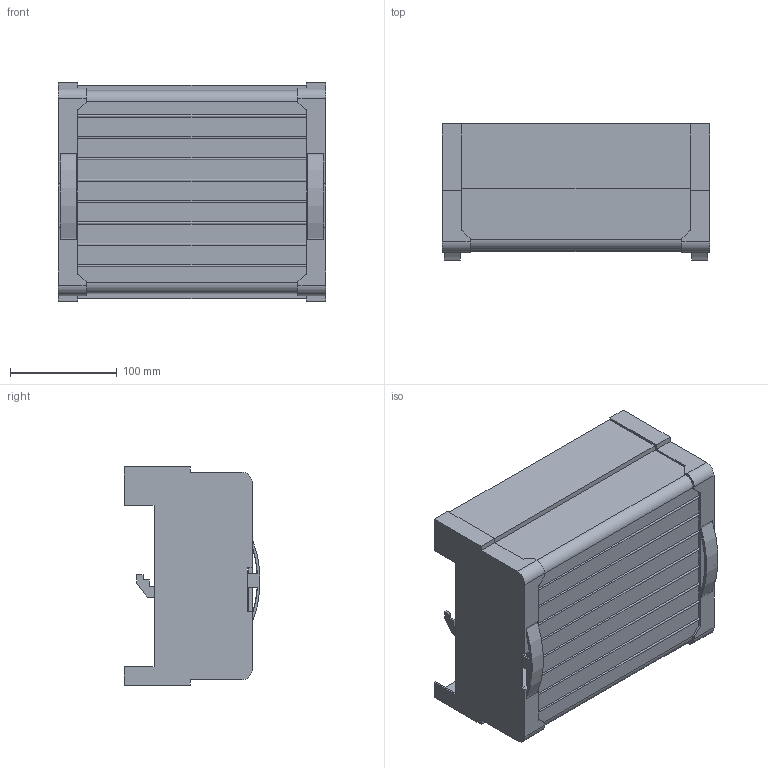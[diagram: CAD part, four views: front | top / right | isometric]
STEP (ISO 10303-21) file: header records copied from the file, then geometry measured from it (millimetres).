
FILE_DESCRIPTION(/* description */ ('STEP AP214'),/* implementation_level */ '2;1');
FILE_NAME(/* name */ '01540',/* time_stamp */ '2024-02-21T08:34:01+01:00',/* author */ ('License CC BY-ND 4.0'),/* organization */ ('CADENAS'),/* preprocessor_version */ 'ST-DEVELOPER v19.3',/* originating_system */ 'PARTsolutions',/* authorisation */ ' ');
FILE_SCHEMA (('AUTOMOTIVE_DESIGN {1 0 10303 214 3 1 1}'));
Length unit declared in the file: millimetre
Products named in the file (4): 01540; 01540000_; 01137000_lever_left; 01137000_lever_right
Assembly tree (3 placements, depth 2):
  01540
    01540000_
    01137000_lever_left
    01137000_lever_right
Bounding box: 250 x 127.04 x 204 mm (x, y, z)
Volume: 335412.3 mm3; surface area: 305572.4 mm2
Topology: 3 solids, 3 shells, 288 faces, 854 edges, 568 vertices
Faces by surface type: plane 268, cylinder 20
Entity records: 10897 total; most frequent: CARTESIAN_POINT 1714, ORIENTED_EDGE 1708, DIRECTION 1482, EDGE_CURVE 854, LINE 810, VECTOR 810, VERTEX_POINT 568, AXIS2_PLACEMENT_3D 336
